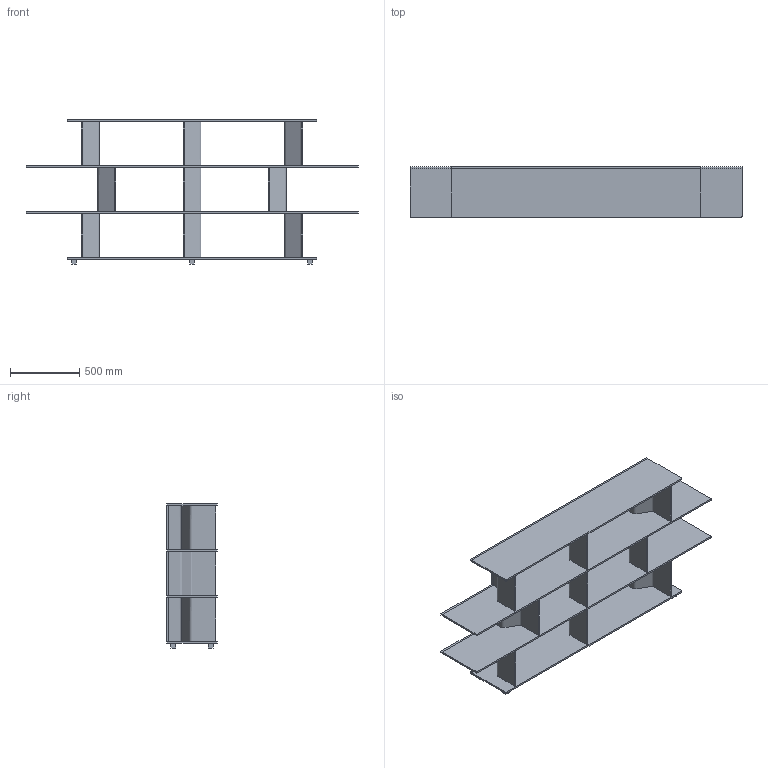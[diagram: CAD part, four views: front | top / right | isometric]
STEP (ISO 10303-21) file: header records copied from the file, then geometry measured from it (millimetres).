
FILE_DESCRIPTION(/* description */ (''),/* implementation_level */ '2;1');
FILE_NAME(/* name */ '8406 - Inori comp. F',/* time_stamp */ '2010-12-14T12:31:19+01:00',/* author */ (''),/* organization */ (''),/* preprocessor_version */ 'ST-DEVELOPER v10',/* originating_system */ '',/* authorisation */ '');
FILE_SCHEMA (('CONFIG_CONTROL_DESIGN'));
Length unit declared in the file: centimetre
Products named in the file (1): 1
Bounding box: 2400 x 365 x 1043 mm (x, y, z)
Volume: 48717910.9 mm3; surface area: 9181471.7 mm2
Topology: 32 solids, 32 shells, 227 faces, 489 edges, 326 vertices
Faces by surface type: plane 164, bspline 63
Entity records: 6215 total; most frequent: CARTESIAN_POINT 2772, ORIENTED_EDGE 978, EDGE_CURVE 489, VERTEX_POINT 326, B_SPLINE_CURVE_WITH_KNOTS 313, ADVANCED_FACE 227, FACE_OUTER_BOUND 227, EDGE_LOOP 227
